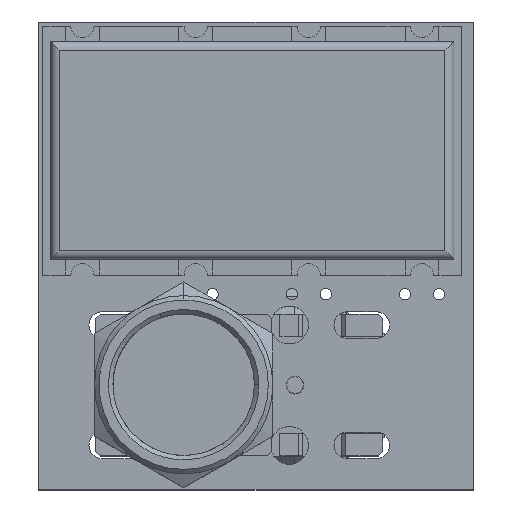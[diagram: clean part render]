
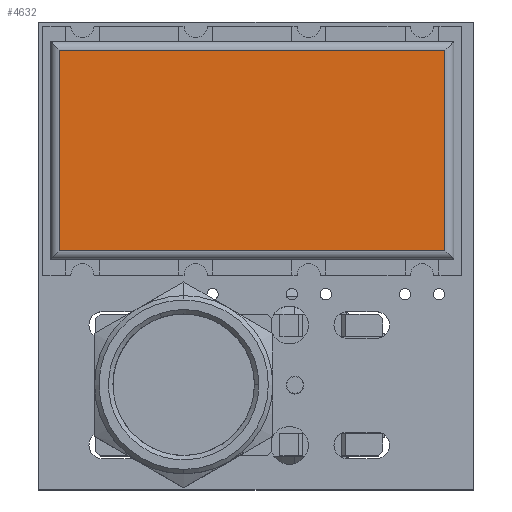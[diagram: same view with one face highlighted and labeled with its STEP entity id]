
A CAD part, top view. The second image highlights one B-rep face of the part: STEP entity #4632.
In plain terms, the highlighted face is planar.
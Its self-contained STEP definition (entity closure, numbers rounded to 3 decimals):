
#4167 = CYLINDRICAL_SURFACE('',#4168,0.4);
#4168 = AXIS2_PLACEMENT_3D('',#4169,#4170,#4171);
#4169 = CARTESIAN_POINT('',(9.4,-6.47,10.08));
#4170 = DIRECTION('',(1.,0.,0.));
#4171 = DIRECTION('',(0.,0.,-1.));
#4368 = CYLINDRICAL_SURFACE('',#4369,0.4);
#4369 = AXIS2_PLACEMENT_3D('',#4370,#4371,#4372);
#4370 = CARTESIAN_POINT('',(0.75,-6.47,5.59));
#4371 = DIRECTION('',(0.,0.,1.));
#4372 = DIRECTION('',(1.,0.,0.));
#4495 = CYLINDRICAL_SURFACE('',#4496,0.4);
#4496 = AXIS2_PLACEMENT_3D('',#4497,#4498,#4499);
#4497 = CARTESIAN_POINT('',(9.4,-6.47,1.1));
#4498 = DIRECTION('',(-1.,0.,0.));
#4499 = DIRECTION('',(0.,0.,1.));
#4546 = CYLINDRICAL_SURFACE('',#4547,0.4);
#4547 = AXIS2_PLACEMENT_3D('',#4548,#4549,#4550);
#4548 = CARTESIAN_POINT('',(18.05,-6.47,5.59));
#4549 = DIRECTION('',(0.,0.,-1.));
#4550 = DIRECTION('',(-1.,0.,0.));
#4632 = ADVANCED_FACE('',(#4633),#4647,.T.);
#4633 = FACE_BOUND('',#4634,.T.);
#4634 = EDGE_LOOP('',(#4635,#4665,#4688,#4711));
#4635 = ORIENTED_EDGE('',*,*,#4636,.T.);
#4636 = EDGE_CURVE('',#4637,#4639,#4641,.T.);
#4637 = VERTEX_POINT('',#4638);
#4638 = CARTESIAN_POINT('',(0.75,-6.87,1.1));
#4639 = VERTEX_POINT('',#4640);
#4640 = CARTESIAN_POINT('',(18.05,-6.87,1.1));
#4641 = SURFACE_CURVE('',#4642,(#4646,#4658),.PCURVE_S1.);
#4642 = LINE('',#4643,#4644);
#4643 = CARTESIAN_POINT('',(18.45,-6.87,1.1));
#4644 = VECTOR('',#4645,1.);
#4645 = DIRECTION('',(1.,0.,0.));
#4646 = PCURVE('',#4647,#4652);
#4647 = PLANE('',#4648);
#4648 = AXIS2_PLACEMENT_3D('',#4649,#4650,#4651);
#4649 = CARTESIAN_POINT('',(9.4,-6.87,5.59));
#4650 = DIRECTION('',(0.,-1.,0.));
#4651 = DIRECTION('',(1.,0.,0.));
#4652 = DEFINITIONAL_REPRESENTATION('',(#4653),#4657);
#4653 = LINE('',#4654,#4655);
#4654 = CARTESIAN_POINT('',(9.05,-4.49));
#4655 = VECTOR('',#4656,1.);
#4656 = DIRECTION('',(1.,0.));
#4657 = ( GEOMETRIC_REPRESENTATION_CONTEXT(2) 
PARAMETRIC_REPRESENTATION_CONTEXT() REPRESENTATION_CONTEXT('2D SPACE',''
  ) );
#4658 = PCURVE('',#4495,#4659);
#4659 = DEFINITIONAL_REPRESENTATION('',(#4660),#4664);
#4660 = LINE('',#4661,#4662);
#4661 = CARTESIAN_POINT('',(4.712,-9.05));
#4662 = VECTOR('',#4663,1.);
#4663 = DIRECTION('',(0.,-1.));
#4664 = ( GEOMETRIC_REPRESENTATION_CONTEXT(2) 
PARAMETRIC_REPRESENTATION_CONTEXT() REPRESENTATION_CONTEXT('2D SPACE',''
  ) );
#4665 = ORIENTED_EDGE('',*,*,#4666,.F.);
#4666 = EDGE_CURVE('',#4667,#4639,#4669,.T.);
#4667 = VERTEX_POINT('',#4668);
#4668 = CARTESIAN_POINT('',(18.05,-6.87,10.08));
#4669 = SURFACE_CURVE('',#4670,(#4674,#4681),.PCURVE_S1.);
#4670 = LINE('',#4671,#4672);
#4671 = CARTESIAN_POINT('',(18.05,-6.87,5.59));
#4672 = VECTOR('',#4673,1.);
#4673 = DIRECTION('',(0.,0.,-1.));
#4674 = PCURVE('',#4647,#4675);
#4675 = DEFINITIONAL_REPRESENTATION('',(#4676),#4680);
#4676 = LINE('',#4677,#4678);
#4677 = CARTESIAN_POINT('',(8.65,0.));
#4678 = VECTOR('',#4679,1.);
#4679 = DIRECTION('',(0.,-1.));
#4680 = ( GEOMETRIC_REPRESENTATION_CONTEXT(2) 
PARAMETRIC_REPRESENTATION_CONTEXT() REPRESENTATION_CONTEXT('2D SPACE',''
  ) );
#4681 = PCURVE('',#4546,#4682);
#4682 = DEFINITIONAL_REPRESENTATION('',(#4683),#4687);
#4683 = LINE('',#4684,#4685);
#4684 = CARTESIAN_POINT('',(4.712,0.));
#4685 = VECTOR('',#4686,1.);
#4686 = DIRECTION('',(0.,1.));
#4687 = ( GEOMETRIC_REPRESENTATION_CONTEXT(2) 
PARAMETRIC_REPRESENTATION_CONTEXT() REPRESENTATION_CONTEXT('2D SPACE',''
  ) );
#4688 = ORIENTED_EDGE('',*,*,#4689,.F.);
#4689 = EDGE_CURVE('',#4690,#4667,#4692,.T.);
#4690 = VERTEX_POINT('',#4691);
#4691 = CARTESIAN_POINT('',(0.75,-6.87,10.08));
#4692 = SURFACE_CURVE('',#4693,(#4697,#4704),.PCURVE_S1.);
#4693 = LINE('',#4694,#4695);
#4694 = CARTESIAN_POINT('',(9.4,-6.87,10.08));
#4695 = VECTOR('',#4696,1.);
#4696 = DIRECTION('',(1.,0.,0.));
#4697 = PCURVE('',#4647,#4698);
#4698 = DEFINITIONAL_REPRESENTATION('',(#4699),#4703);
#4699 = LINE('',#4700,#4701);
#4700 = CARTESIAN_POINT('',(0.,4.49));
#4701 = VECTOR('',#4702,1.);
#4702 = DIRECTION('',(1.,0.));
#4703 = ( GEOMETRIC_REPRESENTATION_CONTEXT(2) 
PARAMETRIC_REPRESENTATION_CONTEXT() REPRESENTATION_CONTEXT('2D SPACE',''
  ) );
#4704 = PCURVE('',#4167,#4705);
#4705 = DEFINITIONAL_REPRESENTATION('',(#4706),#4710);
#4706 = LINE('',#4707,#4708);
#4707 = CARTESIAN_POINT('',(4.712,0.));
#4708 = VECTOR('',#4709,1.);
#4709 = DIRECTION('',(0.,1.));
#4710 = ( GEOMETRIC_REPRESENTATION_CONTEXT(2) 
PARAMETRIC_REPRESENTATION_CONTEXT() REPRESENTATION_CONTEXT('2D SPACE',''
  ) );
#4711 = ORIENTED_EDGE('',*,*,#4712,.T.);
#4712 = EDGE_CURVE('',#4690,#4637,#4713,.T.);
#4713 = SURFACE_CURVE('',#4714,(#4718,#4725),.PCURVE_S1.);
#4714 = LINE('',#4715,#4716);
#4715 = CARTESIAN_POINT('',(0.75,-6.87,0.7));
#4716 = VECTOR('',#4717,1.);
#4717 = DIRECTION('',(0.,0.,-1.));
#4718 = PCURVE('',#4647,#4719);
#4719 = DEFINITIONAL_REPRESENTATION('',(#4720),#4724);
#4720 = LINE('',#4721,#4722);
#4721 = CARTESIAN_POINT('',(-8.65,-4.89));
#4722 = VECTOR('',#4723,1.);
#4723 = DIRECTION('',(0.,-1.));
#4724 = ( GEOMETRIC_REPRESENTATION_CONTEXT(2) 
PARAMETRIC_REPRESENTATION_CONTEXT() REPRESENTATION_CONTEXT('2D SPACE',''
  ) );
#4725 = PCURVE('',#4368,#4726);
#4726 = DEFINITIONAL_REPRESENTATION('',(#4727),#4731);
#4727 = LINE('',#4728,#4729);
#4728 = CARTESIAN_POINT('',(4.712,-4.89));
#4729 = VECTOR('',#4730,1.);
#4730 = DIRECTION('',(0.,-1.));
#4731 = ( GEOMETRIC_REPRESENTATION_CONTEXT(2) 
PARAMETRIC_REPRESENTATION_CONTEXT() REPRESENTATION_CONTEXT('2D SPACE',''
  ) );
